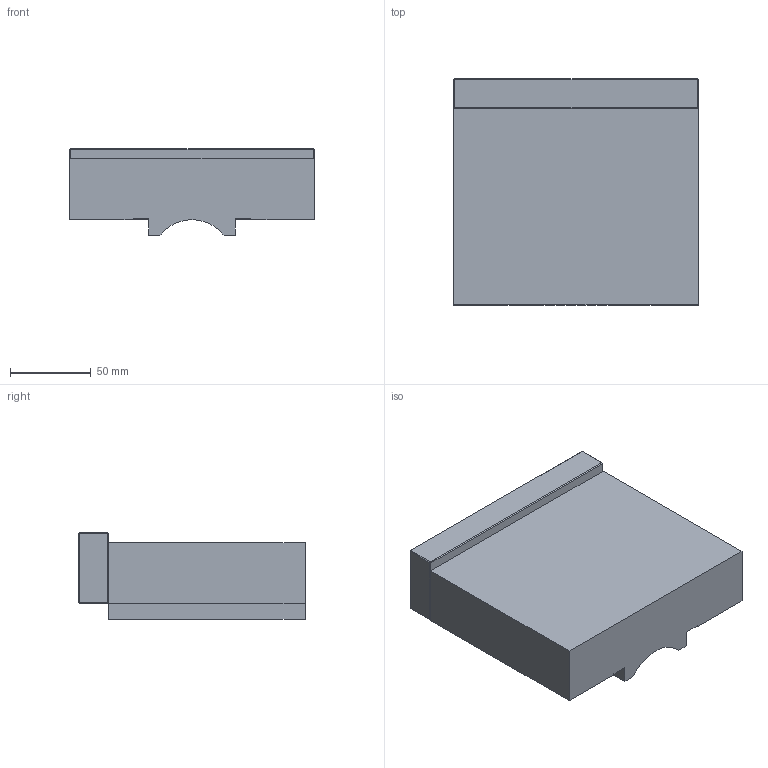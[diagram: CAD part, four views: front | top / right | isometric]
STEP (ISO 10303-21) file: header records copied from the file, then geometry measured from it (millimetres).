
FILE_DESCRIPTION(('FreeCAD Model'),'2;1');
FILE_NAME('kurt_jaw.stp', '2014-01-03T10:05:56',('FreeCAD'),('FreeCAD'), 'Open CASCADE STEP processor 6.5','FreeCAD','Unknown');
FILE_SCHEMA(('AUTOMOTIVE_DESIGN_CC2 { 1 2 10303 214 -1 1 5 4 }'));
Length unit declared in the file: millimetre
Products named in the file (4): KURT_D688_Vise.iam_(LevelofDetail1); KURT_D688_Vise.iam_(LevelofDetail1)003; KURT_D688_Vise.iam_(LevelofDetail1)014; KURT_D688_Vise.iam_(LevelofDetail1)006
Bounding box: 151.63 x 140.34 x 53.85 mm (x, y, z)
Volume: 847449.4 mm3; surface area: 86669.7 mm2
Topology: 4 solids, 4 shells, 72 faces, 172 edges, 114 vertices
Faces by surface type: plane 55, cylinder 9, cone 8
Full cylindrical faces by diameter (mm): 12.7 x2, 13.487 x2, 19.05 x2, 19.812 x2
Entity records: 4871 total; most frequent: CARTESIAN_POINT 1352, DIRECTION 616, LINE 402, VECTOR 402, ORIENTED_EDGE 344, PCURVE 344, DEFINITIONAL_REPRESENTATION 344, EDGE_CURVE 172
